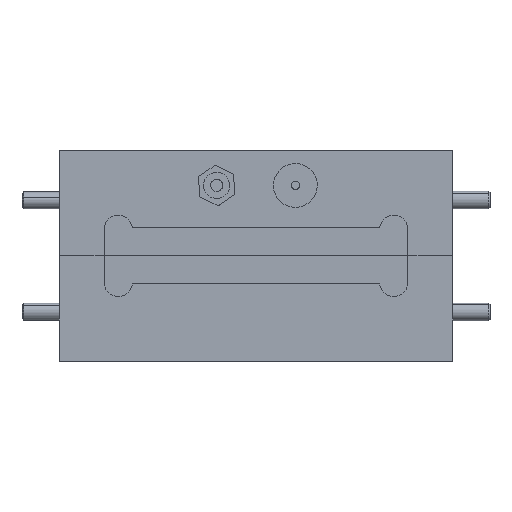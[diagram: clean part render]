
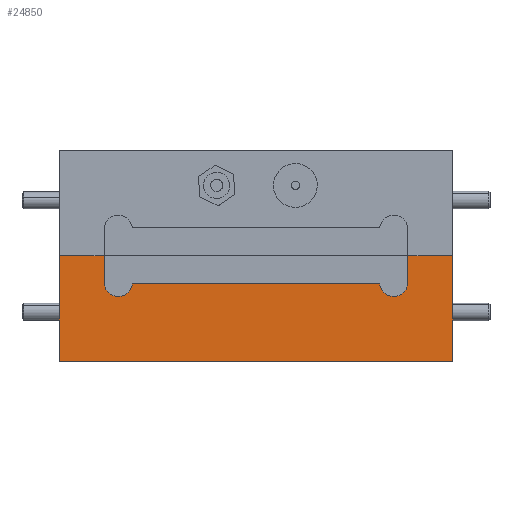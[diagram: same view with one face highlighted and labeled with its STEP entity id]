
A CAD part, top view. The second image highlights one B-rep face of the part: STEP entity #24850.
In plain terms, the highlighted planar face has unit normal (0, 0, 1).
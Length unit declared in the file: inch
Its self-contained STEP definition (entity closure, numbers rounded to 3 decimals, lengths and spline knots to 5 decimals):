
#19 = AXIS2_PLACEMENT_3D ( 'NONE', #25274, #2989, #18041 ) ;
#32 = VECTOR ( 'NONE', #19682, 39.37008 ) ;
#358 = VERTEX_POINT ( 'NONE', #31027 ) ;
#952 = VECTOR ( 'NONE', #30714, 39.37008 ) ;
#1035 = CIRCLE ( 'NONE', #30487, 0.05 ) ;
#1295 = ORIENTED_EDGE ( 'NONE', *, *, #5660, .F. ) ;
#2989 = DIRECTION ( 'NONE',  ( 0., 0., 1. ) ) ;
#3009 = CARTESIAN_POINT ( 'NONE',  ( -0.7, -0.375, 0.5 ) ) ;
#3327 = LINE ( 'NONE', #13177, #952 ) ;
#3556 = CARTESIAN_POINT ( 'NONE',  ( -0.49, -0.095, 0.5 ) ) ;
#3659 = LINE ( 'NONE', #8333, #8415 ) ;
#3950 = CARTESIAN_POINT ( 'NONE',  ( 0.54, 0., 0.5 ) ) ;
#3990 = ORIENTED_EDGE ( 'NONE', *, *, #14780, .F. ) ;
#4333 = CARTESIAN_POINT ( 'NONE',  ( 0.7, 0., 0.5 ) ) ;
#4361 = CARTESIAN_POINT ( 'NONE',  ( 0.7, -0.375, 0.5 ) ) ;
#4916 = LINE ( 'NONE', #7350, #28845 ) ;
#5417 = DIRECTION ( 'NONE',  ( 1., 0., 0. ) ) ;
#5603 = VECTOR ( 'NONE', #7038, 39.37008 ) ;
#5660 = EDGE_CURVE ( 'NONE', #30384, #10401, #1035, .T. ) ;
#6101 = DIRECTION ( 'NONE',  ( 0., 1., 0. ) ) ;
#7038 = DIRECTION ( 'NONE',  ( 0., -1., 0. ) ) ;
#7191 = CARTESIAN_POINT ( 'NONE',  ( -0.44025, -0.1, 0.5 ) ) ;
#7350 = CARTESIAN_POINT ( 'NONE',  ( -0.44025, -0.1, 0.5 ) ) ;
#7539 = ORIENTED_EDGE ( 'NONE', *, *, #16333, .F. ) ;
#8203 = VERTEX_POINT ( 'NONE', #17960 ) ;
#8333 = CARTESIAN_POINT ( 'NONE',  ( 0.7, 0., 0.5 ) ) ;
#8415 = VECTOR ( 'NONE', #20776, 39.37008 ) ;
#8545 = DIRECTION ( 'NONE',  ( 1., 0., 0. ) ) ;
#9778 = VERTEX_POINT ( 'NONE', #23272 ) ;
#9955 = ORIENTED_EDGE ( 'NONE', *, *, #25266, .T. ) ;
#10125 = CARTESIAN_POINT ( 'NONE',  ( -0.54, 0., 0.5 ) ) ;
#10401 = VERTEX_POINT ( 'NONE', #7191 ) ;
#11485 = VERTEX_POINT ( 'NONE', #3009 ) ;
#12200 = ORIENTED_EDGE ( 'NONE', *, *, #22092, .F. ) ;
#12410 = EDGE_CURVE ( 'NONE', #11485, #13604, #16493, .T. ) ;
#13177 = CARTESIAN_POINT ( 'NONE',  ( -0.7, 0., 0.5 ) ) ;
#13410 = DIRECTION ( 'NONE',  ( 0., 0., 1. ) ) ;
#13500 = VERTEX_POINT ( 'NONE', #19399 ) ;
#13604 = VERTEX_POINT ( 'NONE', #22906 ) ;
#14780 = EDGE_CURVE ( 'NONE', #8203, #22868, #21157, .T. ) ;
#15657 = VECTOR ( 'NONE', #6101, 39.37008 ) ;
#16073 = VERTEX_POINT ( 'NONE', #30468 ) ;
#16164 = ORIENTED_EDGE ( 'NONE', *, *, #30718, .F. ) ;
#16333 = EDGE_CURVE ( 'NONE', #22868, #13500, #28576, .T. ) ;
#16493 = LINE ( 'NONE', #4361, #28268 ) ;
#16595 = ORIENTED_EDGE ( 'NONE', *, *, #29692, .F. ) ;
#17511 = CARTESIAN_POINT ( 'NONE',  ( 0.7, 0., 0.5 ) ) ;
#17960 = CARTESIAN_POINT ( 'NONE',  ( 0.44025, -0.1, 0.5 ) ) ;
#18041 = DIRECTION ( 'NONE',  ( 1., 0., 0. ) ) ;
#18733 = DIRECTION ( 'NONE',  ( -1., 0., 0. ) ) ;
#18776 = EDGE_CURVE ( 'NONE', #13500, #358, #24738, .T. ) ;
#19044 = FACE_OUTER_BOUND ( 'NONE', #30684, .T. ) ;
#19399 = CARTESIAN_POINT ( 'NONE',  ( 0.54, 0., 0.5 ) ) ;
#19429 = CARTESIAN_POINT ( 'NONE',  ( 0.54, -0.095, 0.5 ) ) ;
#19682 = DIRECTION ( 'NONE',  ( 0., -1., 0. ) ) ;
#20105 = ORIENTED_EDGE ( 'NONE', *, *, #25444, .F. ) ;
#20776 = DIRECTION ( 'NONE',  ( 1., 0., 0. ) ) ;
#21157 = CIRCLE ( 'NONE', #19, 0.05 ) ;
#21474 = DIRECTION ( 'NONE',  ( 1., 0., 0. ) ) ;
#21703 = ORIENTED_EDGE ( 'NONE', *, *, #18776, .F. ) ;
#22092 = EDGE_CURVE ( 'NONE', #9778, #16073, #3659, .T. ) ;
#22868 = VERTEX_POINT ( 'NONE', #19429 ) ;
#22906 = CARTESIAN_POINT ( 'NONE',  ( 0.7, -0.375, 0.5 ) ) ;
#23272 = CARTESIAN_POINT ( 'NONE',  ( -0.7, 0., 0.5 ) ) ;
#23532 = DIRECTION ( 'NONE',  ( 0., 0., -1. ) ) ;
#24738 = LINE ( 'NONE', #17511, #30926 ) ;
#24850 = ADVANCED_FACE ( 'NONE', ( #19044 ), #31235, .F. ) ;
#25266 = EDGE_CURVE ( 'NONE', #9778, #11485, #3327, .T. ) ;
#25274 = CARTESIAN_POINT ( 'NONE',  ( 0.49, -0.095, 0.5 ) ) ;
#25444 = EDGE_CURVE ( 'NONE', #10401, #8203, #4916, .T. ) ;
#26906 = CARTESIAN_POINT ( 'NONE',  ( 0.7, 0., 0.5 ) ) ;
#27235 = CARTESIAN_POINT ( 'NONE',  ( -0.54, -0.095, 0.5 ) ) ;
#27883 = DIRECTION ( 'NONE',  ( 1., 0., 0. ) ) ;
#27903 = ORIENTED_EDGE ( 'NONE', *, *, #12410, .T. ) ;
#28268 = VECTOR ( 'NONE', #21474, 39.37008 ) ;
#28576 = LINE ( 'NONE', #3950, #15657 ) ;
#28797 = AXIS2_PLACEMENT_3D ( 'NONE', #4333, #23532, #18733 ) ;
#28845 = VECTOR ( 'NONE', #5417, 39.37008 ) ;
#29692 = EDGE_CURVE ( 'NONE', #358, #13604, #31949, .T. ) ;
#29895 = LINE ( 'NONE', #10125, #32 ) ;
#30384 = VERTEX_POINT ( 'NONE', #27235 ) ;
#30468 = CARTESIAN_POINT ( 'NONE',  ( -0.54, 0., 0.5 ) ) ;
#30487 = AXIS2_PLACEMENT_3D ( 'NONE', #3556, #13410, #8545 ) ;
#30684 = EDGE_LOOP ( 'NONE', ( #1295, #16164, #12200, #9955, #27903, #16595, #21703, #7539, #3990, #20105 ) ) ;
#30714 = DIRECTION ( 'NONE',  ( 0., -1., 0. ) ) ;
#30718 = EDGE_CURVE ( 'NONE', #16073, #30384, #29895, .T. ) ;
#30926 = VECTOR ( 'NONE', #27883, 39.37008 ) ;
#31027 = CARTESIAN_POINT ( 'NONE',  ( 0.7, 0., 0.5 ) ) ;
#31235 = PLANE ( 'NONE',  #28797 ) ;
#31949 = LINE ( 'NONE', #26906, #5603 ) ;
